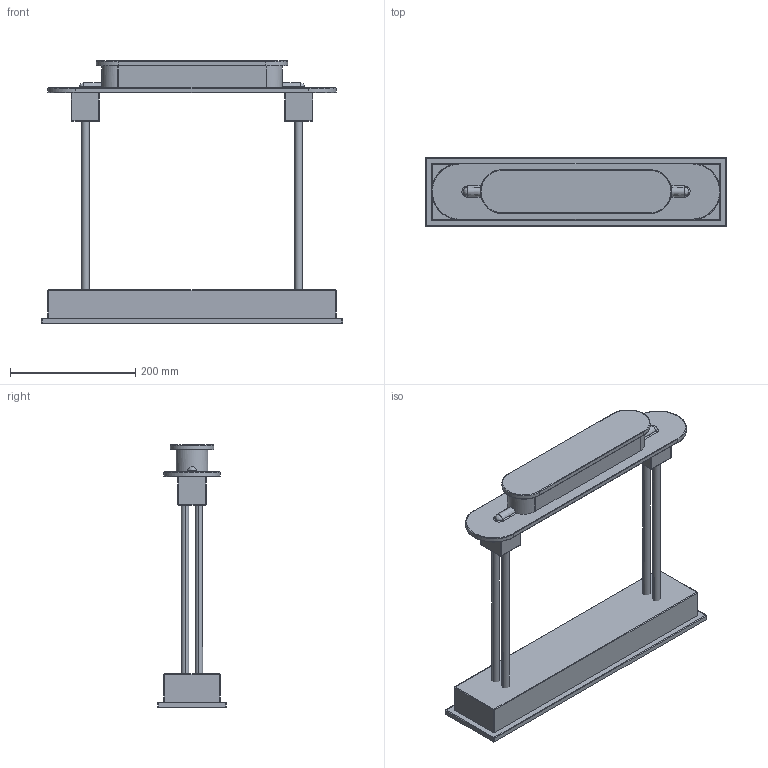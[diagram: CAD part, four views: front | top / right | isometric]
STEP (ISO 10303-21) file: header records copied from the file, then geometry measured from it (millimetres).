
FILE_DESCRIPTION(/* description */ (''),/* implementation_level */ '2;1');
FILE_NAME(/* name */ 'Pausania',/* time_stamp */ '2016-05-23T14:00:21+02:00',/* author */ (''),/* organization */ (''),/* preprocessor_version */ 'ST-DEVELOPER v10',/* originating_system */ '',/* authorisation */ '');
FILE_SCHEMA (('CONFIG_CONTROL_DESIGN'));
Length unit declared in the file: millimetre
Products named in the file (2): 1; 2
Assembly tree (4 placements, depth 2):
  1
    2  x4
Bounding box: 480 x 110 x 418.15 mm (x, y, z)
Volume: 777449.7 mm3; surface area: 463697.4 mm2
Topology: 7 solids, 11 shells, 159 faces, 384 edges, 230 vertices
Faces by surface type: bspline 111, plane 48
Entity records: 4577 total; most frequent: CARTESIAN_POINT 2513, ORIENTED_EDGE 635, EDGE_CURVE 331, VERTEX_POINT 206, EDGE_LOOP 147, ADVANCED_FACE 141, FACE_OUTER_BOUND 141, B_SPLINE_CURVE_WITH_KNOTS 100
